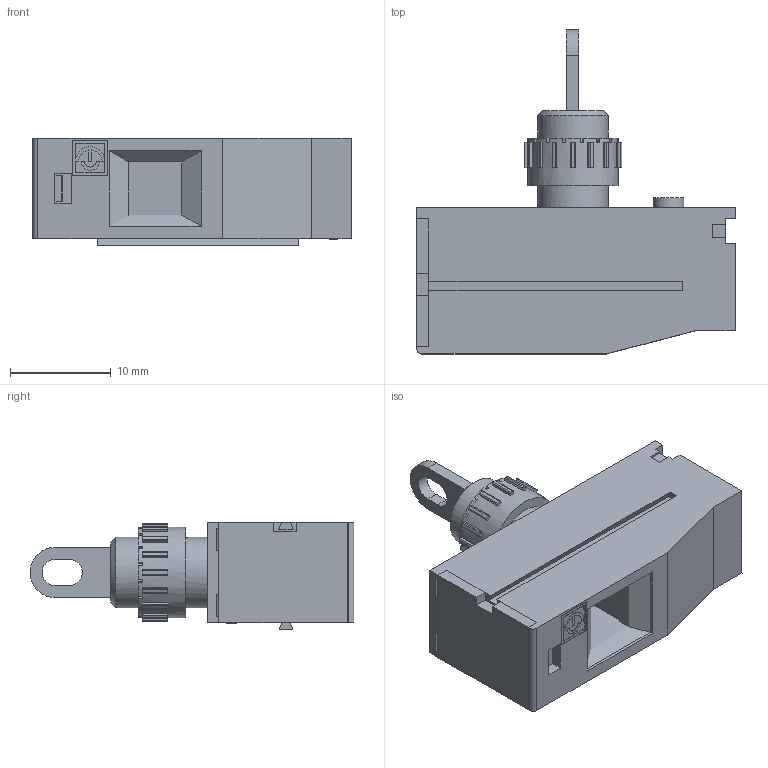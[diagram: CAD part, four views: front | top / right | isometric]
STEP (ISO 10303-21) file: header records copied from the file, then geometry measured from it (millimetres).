
FILE_DESCRIPTION(('STEP AP214'),'1');
FILE_NAME('MPT1010-D-EZ-O.stp','2024-07-15T14:36:23',(' '),(' '),'Spatial InterOp 3D',' ',' ');
FILE_SCHEMA(('AUTOMOTIVE_DESIGN { 1 0 10303 214 1 1 1 1 }'));
Length unit declared in the file: metre
Products named in the file (1): 1721054152
Bounding box: 31.6 x 32.15 x 10.7 mm (x, y, z)
Volume: 4289.7 mm3; surface area: 3778.6 mm2
Topology: 1 solids, 1 shells, 401 faces, 1039 edges, 675 vertices
Faces by surface type: plane 314, cylinder 83, cone 3, extrusion 1
Full cylindrical faces by diameter (mm): 3 x1, 3.5 x1, 3.849 x1, 7 x2, 7.2 x1, 7.4 x1, 7.499 x1, 9 x1
Entity records: 20402 total; most frequent: CARTESIAN_POINT 2147, DIRECTION 2061, ORIENTED_EDGE 2038, STYLED_ITEM 1421, PRESENTATION_STYLE_ASSIGNMENT 1421, COLOUR_RGB 1421, EDGE_CURVE 1019, CURVE_STYLE 1019
